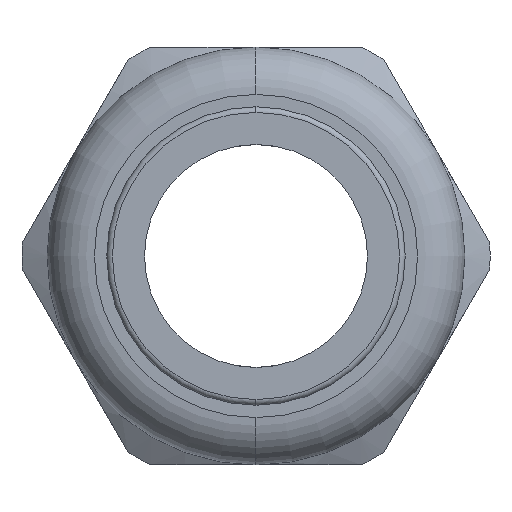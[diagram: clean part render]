
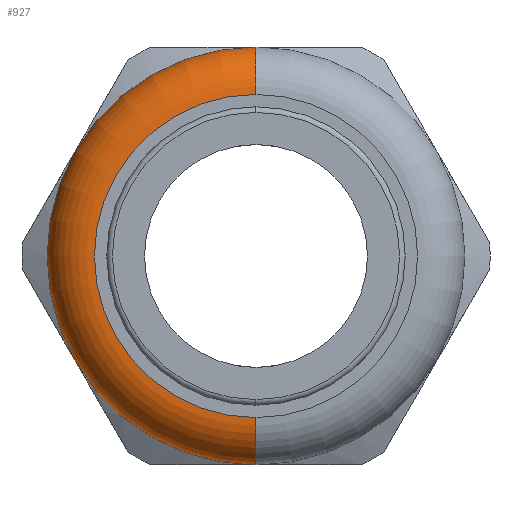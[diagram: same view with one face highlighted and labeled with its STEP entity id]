
A CAD part, left-side view. The second image highlights one B-rep face of the part: STEP entity #927.
In plain terms, the highlighted toroidal (fillet/blend) face has major radius 7.366 mm and minor radius 2.159 mm.
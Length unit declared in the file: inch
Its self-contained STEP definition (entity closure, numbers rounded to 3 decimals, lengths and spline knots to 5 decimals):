
#911 = EDGE_CURVE ( 'NONE', #912, #915, #2629, .T. ) ;
#912 = VERTEX_POINT ( 'NONE', #2624 ) ;
#913 = ORIENTED_EDGE ( 'NONE', *, *, #911, .F. ) ;
#914 = EDGE_LOOP ( 'NONE', ( #913, #930, #931, #926 ) ) ;
#915 = VERTEX_POINT ( 'NONE', #2623 ) ;
#916 = EDGE_CURVE ( 'NONE', #925, #929, #2622, .T. ) ;
#917 = EDGE_CURVE ( 'NONE', #915, #925, #2617, .T. ) ;
#925 = VERTEX_POINT ( 'NONE', #2599 ) ;
#926 = ORIENTED_EDGE ( 'NONE', *, *, #917, .F. ) ;
#927 = ADVANCED_FACE ( 'NONE', ( #2662 ), #2660, .T. ) ;
#928 = EDGE_CURVE ( 'NONE', #912, #929, #2656, .T. ) ;
#929 = VERTEX_POINT ( 'NONE', #2651 ) ;
#930 = ORIENTED_EDGE ( 'NONE', *, *, #928, .T. ) ;
#931 = ORIENTED_EDGE ( 'NONE', *, *, #916, .F. ) ;
#2599 = CARTESIAN_POINT ( 'NONE',  ( -0.785, 0., -0.375 ) ) ;
#2613 = DIRECTION ( 'NONE',  ( 0., 0., -1. ) ) ;
#2614 = DIRECTION ( 'NONE',  ( 0., -1., 0. ) ) ;
#2615 = CARTESIAN_POINT ( 'NONE',  ( -0.785, 0., -0.29 ) ) ;
#2616 = AXIS2_PLACEMENT_3D ( 'NONE', #2615, #2614, #2613 ) ;
#2617 = CIRCLE ( 'NONE', #2616, 0.085 ) ;
#2618 = DIRECTION ( 'NONE',  ( 0., 0., -1. ) ) ;
#2619 = DIRECTION ( 'NONE',  ( 1., 0., 0. ) ) ;
#2620 = CARTESIAN_POINT ( 'NONE',  ( -0.785, 0., 0. ) ) ;
#2621 = AXIS2_PLACEMENT_3D ( 'NONE', #2620, #2619, #2618 ) ;
#2622 = CIRCLE ( 'NONE', #2621, 0.375 ) ;
#2623 = CARTESIAN_POINT ( 'NONE',  ( -0.87, 0., -0.29 ) ) ;
#2624 = CARTESIAN_POINT ( 'NONE',  ( -0.87, 0., 0.29 ) ) ;
#2625 = DIRECTION ( 'NONE',  ( 0., 0., -1. ) ) ;
#2626 = DIRECTION ( 'NONE',  ( -1., 0., 0. ) ) ;
#2627 = CARTESIAN_POINT ( 'NONE',  ( -0.87, 0., 0. ) ) ;
#2628 = AXIS2_PLACEMENT_3D ( 'NONE', #2627, #2626, #2625 ) ;
#2629 = CIRCLE ( 'NONE', #2628, 0.29 ) ;
#2651 = CARTESIAN_POINT ( 'NONE',  ( -0.785, 0., 0.375 ) ) ;
#2652 = DIRECTION ( 'NONE',  ( 0., 0., 1. ) ) ;
#2653 = DIRECTION ( 'NONE',  ( 0., 1., 0. ) ) ;
#2654 = CARTESIAN_POINT ( 'NONE',  ( -0.785, 0., 0.29 ) ) ;
#2655 = AXIS2_PLACEMENT_3D ( 'NONE', #2654, #2653, #2652 ) ;
#2656 = CIRCLE ( 'NONE', #2655, 0.085 ) ;
#2657 = DIRECTION ( 'NONE',  ( 0., 0., -1. ) ) ;
#2658 = DIRECTION ( 'NONE',  ( 1., 0., 0. ) ) ;
#2659 = AXIS2_PLACEMENT_3D ( 'NONE', #2661, #2658, #2657 ) ;
#2660 = TOROIDAL_SURFACE ( 'NONE', #2659, 0.29, 0.085 ) ;
#2661 = CARTESIAN_POINT ( 'NONE',  ( -0.785, 0., 0. ) ) ;
#2662 = FACE_OUTER_BOUND ( 'NONE', #914, .T. ) ;
